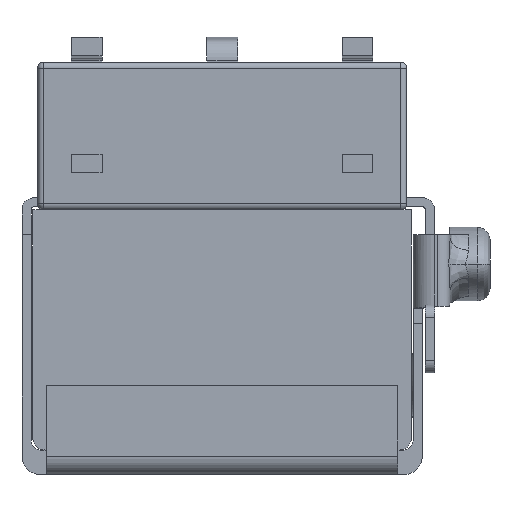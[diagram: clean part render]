
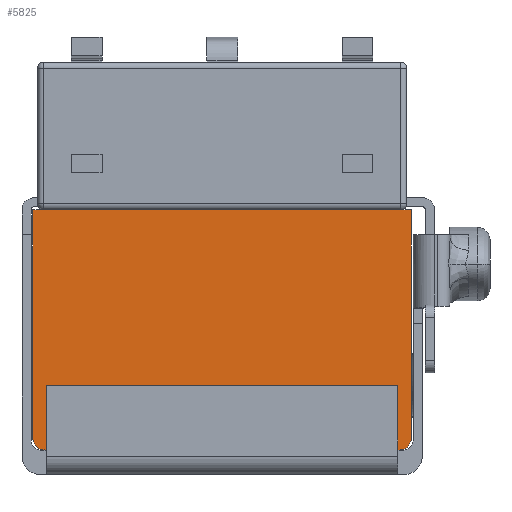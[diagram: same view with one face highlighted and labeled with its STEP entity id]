
A CAD part, front view. The second image highlights one B-rep face of the part: STEP entity #5825.
In plain terms, the highlighted planar face has unit normal (0, -1, 0).
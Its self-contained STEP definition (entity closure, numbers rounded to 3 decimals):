
#593=DIRECTION('',(-1.,0.,0.));
#594=VECTOR('',#593,0.175);
#595=CARTESIAN_POINT('',(-2.9,-3.05,0.88));
#596=LINE('',#595,#594);
#1038=DIRECTION('',(0.,0.,-1.));
#1039=VECTOR('',#1038,3.7);
#1040=CARTESIAN_POINT('',(-3.075,-3.05,0.88));
#1041=LINE('',#1040,#1039);
#1042=CARTESIAN_POINT('',(2.875,-3.05,-2.82));
#1043=DIRECTION('',(0.,1.,0.));
#1044=DIRECTION('',(1.,0.,0.));
#1045=AXIS2_PLACEMENT_3D('',#1042,#1043,#1044);
#1047=DIRECTION('',(0.,0.,-1.));
#1048=VECTOR('',#1047,0.038);
#1049=CARTESIAN_POINT('',(-2.85,-3.05,-2.982));
#1050=LINE('',#1049,#1048);
#1051=CARTESIAN_POINT('',(-2.875,-3.05,-2.82));
#1052=DIRECTION('',(0.,1.,0.));
#1053=DIRECTION('',(0.,0.,-1.));
#1054=AXIS2_PLACEMENT_3D('',#1051,#1052,#1053);
#1056=DIRECTION('',(-1.,0.,0.));
#1057=VECTOR('',#1056,5.8);
#1058=CARTESIAN_POINT('',(2.9,-3.05,0.88));
#1059=LINE('',#1058,#1057);
#1257=DIRECTION('',(-1.,0.,0.));
#1258=VECTOR('',#1257,0.175);
#1259=CARTESIAN_POINT('',(3.075,-3.05,0.88));
#1260=LINE('',#1259,#1258);
#1437=DIRECTION('',(0.,0.,1.));
#1438=VECTOR('',#1437,3.7);
#1439=CARTESIAN_POINT('',(3.075,-3.05,-2.82));
#1440=LINE('',#1439,#1438);
#1586=DIRECTION('',(0.,0.,-1.));
#1587=VECTOR('',#1586,0.038);
#1588=CARTESIAN_POINT('',(2.85,-3.05,-2.982));
#1589=LINE('',#1588,#1587);
#1612=DIRECTION('',(1.,0.,0.));
#1613=VECTOR('',#1612,0.025);
#1614=CARTESIAN_POINT('',(-2.875,-3.05,-3.02));
#1615=LINE('',#1614,#1613);
#1616=DIRECTION('',(1.,0.,0.));
#1617=VECTOR('',#1616,5.7);
#1618=CARTESIAN_POINT('',(-2.85,-3.05,-2.982));
#1619=LINE('',#1618,#1617);
#1652=DIRECTION('',(1.,0.,0.));
#1653=VECTOR('',#1652,0.025);
#1654=CARTESIAN_POINT('',(2.85,-3.05,-3.02));
#1655=LINE('',#1654,#1653);
#3615=CARTESIAN_POINT('',(-2.9,-3.05,0.88));
#3616=VERTEX_POINT('',#3615);
#3617=CARTESIAN_POINT('',(-3.075,-3.05,0.88));
#3618=VERTEX_POINT('',#3617);
#3625=CARTESIAN_POINT('',(3.075,-3.05,0.88));
#3626=VERTEX_POINT('',#3625);
#3627=CARTESIAN_POINT('',(2.9,-3.05,0.88));
#3628=VERTEX_POINT('',#3627);
#3635=CARTESIAN_POINT('',(-2.85,-3.05,-2.982));
#3636=CARTESIAN_POINT('',(2.85,-3.05,-2.982));
#3637=VERTEX_POINT('',#3635);
#3638=VERTEX_POINT('',#3636);
#3639=CARTESIAN_POINT('',(-2.85,-3.05,-3.02));
#3640=VERTEX_POINT('',#3639);
#3641=CARTESIAN_POINT('',(-2.875,-3.05,-3.02));
#3642=VERTEX_POINT('',#3641);
#3643=CARTESIAN_POINT('',(-3.075,-3.05,-2.82));
#3644=VERTEX_POINT('',#3643);
#3645=CARTESIAN_POINT('',(3.075,-3.05,-2.82));
#3646=VERTEX_POINT('',#3645);
#3647=CARTESIAN_POINT('',(2.875,-3.05,-3.02));
#3648=VERTEX_POINT('',#3647);
#3649=CARTESIAN_POINT('',(2.85,-3.05,-3.02));
#3650=VERTEX_POINT('',#3649);
#5797=CARTESIAN_POINT('',(0.,-3.05,0.88));
#5798=DIRECTION('',(0.,1.,0.));
#5799=DIRECTION('',(1.,0.,0.));
#5800=AXIS2_PLACEMENT_3D('',#5797,#5798,#5799);
#5801=PLANE('',#5800);
#5803=ORIENTED_EDGE('',*,*,#5802,.F.);
#5805=ORIENTED_EDGE('',*,*,#5804,.F.);
#5807=ORIENTED_EDGE('',*,*,#5806,.F.);
#5809=ORIENTED_EDGE('',*,*,#5808,.T.);
#5811=ORIENTED_EDGE('',*,*,#5810,.F.);
#5813=ORIENTED_EDGE('',*,*,#5812,.F.);
#5815=ORIENTED_EDGE('',*,*,#5814,.F.);
#5817=ORIENTED_EDGE('',*,*,#5816,.T.);
#5819=ORIENTED_EDGE('',*,*,#5818,.F.);
#5820=ORIENTED_EDGE('',*,*,#5722,.T.);
#5821=ORIENTED_EDGE('',*,*,#5784,.F.);
#5822=ORIENTED_EDGE('',*,*,#5251,.F.);
#5823=EDGE_LOOP('',(#5803,#5805,#5807,#5809,#5811,#5813,#5815,#5817,#5819,#5820,
#5821,#5822));
#5824=FACE_OUTER_BOUND('',#5823,.F.);
#5825=ADVANCED_FACE('',(#5824),#5801,.F.);
#1046=CIRCLE('',#1045,0.2);
#1055=CIRCLE('',#1054,0.2);
#5251=EDGE_CURVE('',#3616,#3618,#596,.T.);
#5722=EDGE_CURVE('',#3642,#3644,#1055,.T.);
#5784=EDGE_CURVE('',#3618,#3644,#1041,.T.);
#5802=EDGE_CURVE('',#3628,#3616,#1059,.T.);
#5804=EDGE_CURVE('',#3626,#3628,#1260,.T.);
#5806=EDGE_CURVE('',#3646,#3626,#1440,.T.);
#5808=EDGE_CURVE('',#3646,#3648,#1046,.T.);
#5810=EDGE_CURVE('',#3650,#3648,#1655,.T.);
#5812=EDGE_CURVE('',#3638,#3650,#1589,.T.);
#5814=EDGE_CURVE('',#3637,#3638,#1619,.T.);
#5816=EDGE_CURVE('',#3637,#3640,#1050,.T.);
#5818=EDGE_CURVE('',#3642,#3640,#1615,.T.);
